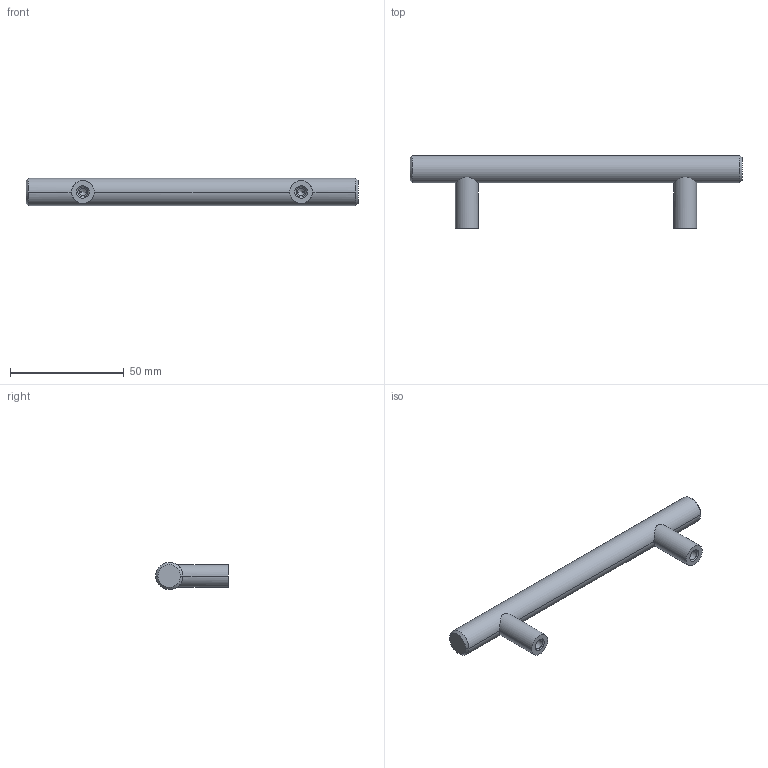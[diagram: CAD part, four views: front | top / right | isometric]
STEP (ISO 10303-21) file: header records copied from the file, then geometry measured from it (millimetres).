
FILE_DESCRIPTION(('Creo Elements/Direct Modeling STEP Export'),'2;1');
FILE_NAME('2677-146.stp','2025-06-17T10:32:48',(''),(''),'Creo Elements/Direct Modeling STEP processor for AP214 (Solid Model)','Creo Elements/Direct Modeling 20.0 12-Nov-2016 (C) Parametric Technology GmbH','');
FILE_SCHEMA(('AUTOMOTIVE_DESIGN { 1 0 10303 214 1 1 1 1 }'));
Length unit declared in the file: millimetre
Products named in the file (3): Griffstange; Sockel.1; FE-12359
Assembly tree (3 placements, depth 2):
  FE-12359
    Sockel.1  x2
    Griffstange
Bounding box: 146 x 32 x 12 mm (x, y, z)
Volume: 18882.3 mm3; surface area: 8047.6 mm2
Topology: 3 solids, 3 shells, 42 faces, 100 edges, 62 vertices
Faces by surface type: cylinder 20, cone 12, plane 6, bspline 4
Entity records: 3605 total; most frequent: CARTESIAN_POINT 2808, ORIENTED_EDGE 160, DIRECTION 122, EDGE_CURVE 80, VERTEX_POINT 52, AXIS2_PLACEMENT_3D 49, EDGE_LOOP 38, FACE_OUTER_BOUND 34
